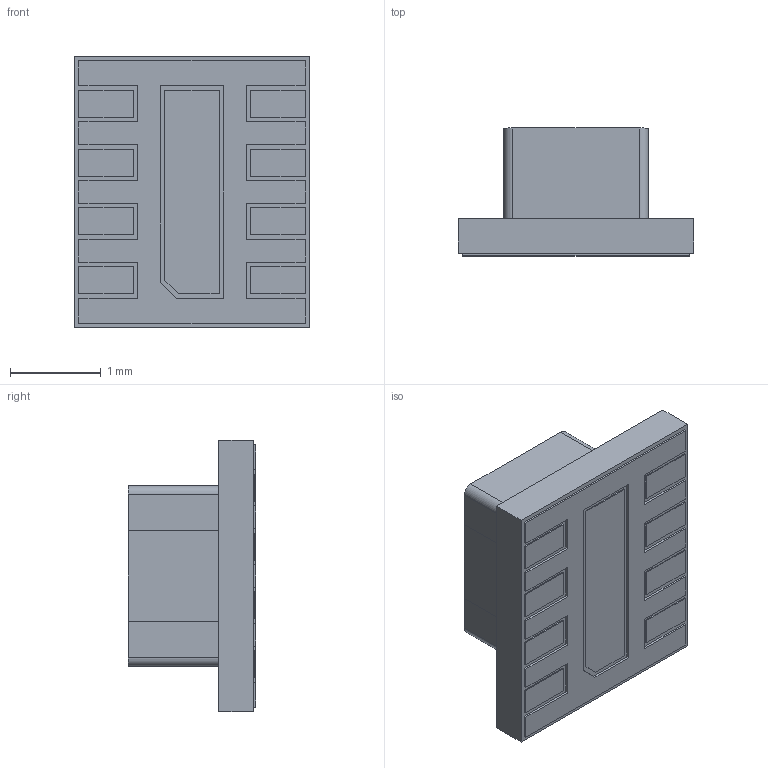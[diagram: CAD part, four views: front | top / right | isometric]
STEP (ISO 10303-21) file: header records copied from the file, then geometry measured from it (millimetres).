
FILE_DESCRIPTION((''),'2;1');
FILE_NAME('SIL0008A_ASM','2012-12-06T',('a0412025'),(''),'PRO/ENGINEER BY PARAMETRIC TECHNOLOGY CORPORATION, 2011490','PRO/ENGINEER BY PARAMETRIC TECHNOLOGY CORPORATION, 2011490','');
FILE_SCHEMA(('AUTOMOTIVE_DESIGN_CC2 { 1 2 10303 214 -1 1 5 2 }'));
Length unit declared in the file: millimetre
Products named in the file (7): SOLDERMASK-SIL0008A; METAL-SIL0008A; SUBSTRATE-SIL0008A; INDUCTOR-BODY-MLV; INDUCTOR-TERMNL-MLV; INDUCTOR-MLV-TP10N2R2N_ASM; SIL0008A_ASM
Assembly tree (7 placements, depth 3):
  SIL0008A_ASM
    SOLDERMASK-SIL0008A
    METAL-SIL0008A
    SUBSTRATE-SIL0008A
    INDUCTOR-MLV-TP10N2R2N_ASM
      INDUCTOR-BODY-MLV
      INDUCTOR-TERMNL-MLV  x2
Bounding box: 2.6 x 1.41 x 3 mm (x, y, z)
Volume: 6.3 mm3; surface area: 53.3 mm2
Topology: 14 solids, 14 shells, 126 faces, 294 edges, 196 vertices
Faces by surface type: plane 122, cylinder 4
Entity records: 4413 total; most frequent: CARTESIAN_POINT 595, ORIENTED_EDGE 552, DIRECTION 550, PRESENTATION_STYLE_ASSIGNMENT 289, STYLED_ITEM 289, CURVE_STYLE 276, EDGE_CURVE 276, VECTOR 272
